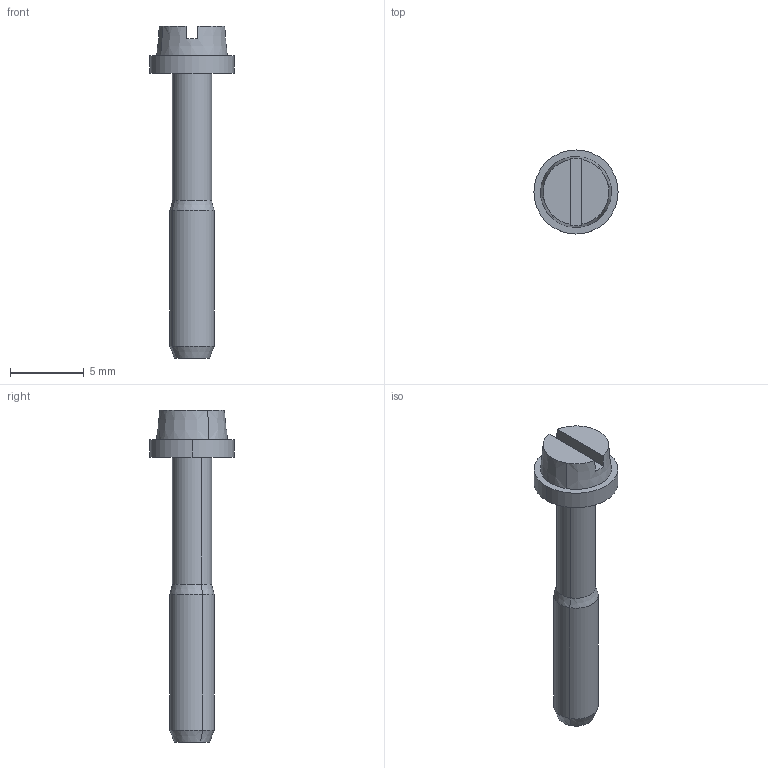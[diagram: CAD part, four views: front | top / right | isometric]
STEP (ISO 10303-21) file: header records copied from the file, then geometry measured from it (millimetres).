
FILE_DESCRIPTION(('CATIA V5R24 STEP','CAx-IF Rec.Pracs.--- Model Styling and Organization---1.2---2011-12-15'),'2;1');
FILE_NAME ('D1445853_0', '2016-08-10T14:02:14+00:00', ('Weidmueller Interface'), ('Weidmueller'), 'CATIA Version 5-6 Release 2014 SP4', 'CATIA V5 STEP AP214', 'none');
FILE_SCHEMA(('AUTOMOTIVE_DESIGN { 1 0 10303 214 1 1 1 1 }'));
Length unit declared in the file: millimetre
Products named in the file (1): v5-standard_part
Bounding box: 5.7 x 5.7 x 22.5 mm (x, y, z)
Volume: 182.4 mm3; surface area: 296.6 mm2
Topology: 1 solids, 1 shells, 23 faces, 48 edges, 30 vertices
Faces by surface type: plane 9, cylinder 8, cone 6
Entity records: 597 total; most frequent: CARTESIAN_POINT 109, ORIENTED_EDGE 96, DIRECTION 80, EDGE_CURVE 48, AXIS2_PLACEMENT_3D 45, VERTEX_POINT 30, CIRCLE 26, EDGE_LOOP 26
